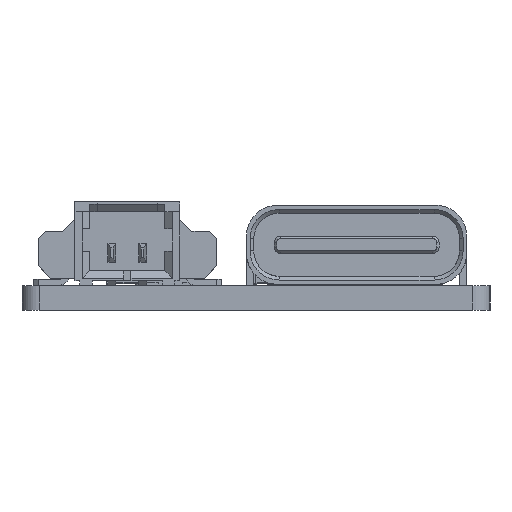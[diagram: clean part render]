
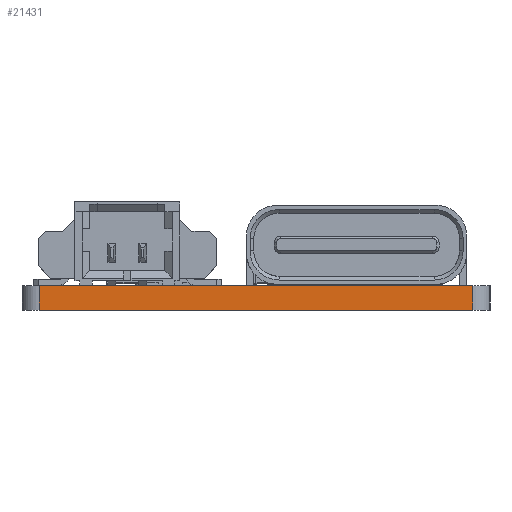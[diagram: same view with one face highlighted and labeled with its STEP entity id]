
A CAD part, left-side view. The second image highlights one B-rep face of the part: STEP entity #21431.
In plain terms, the highlighted planar face has unit normal (-1, 0, 0).
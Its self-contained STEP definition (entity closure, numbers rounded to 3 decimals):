
#20440 = VERTEX_POINT('',#20441);
#20441 = CARTESIAN_POINT('',(0.,18.3,0.));
#20448 = EDGE_CURVE('',#20449,#20440,#20451,.T.);
#20449 = VERTEX_POINT('',#20450);
#20450 = CARTESIAN_POINT('',(0.,0.7,0.));
#20451 = LINE('',#20452,#20453);
#20452 = CARTESIAN_POINT('',(0.,0.7,0.));
#20453 = VECTOR('',#20454,1.);
#20454 = DIRECTION('',(0.,1.,0.));
#20922 = VERTEX_POINT('',#20923);
#20923 = CARTESIAN_POINT('',(0.,18.3,1.));
#20930 = EDGE_CURVE('',#20931,#20922,#20933,.T.);
#20931 = VERTEX_POINT('',#20932);
#20932 = CARTESIAN_POINT('',(0.,0.7,1.));
#20933 = LINE('',#20934,#20935);
#20934 = CARTESIAN_POINT('',(0.,0.7,1.));
#20935 = VECTOR('',#20936,1.);
#20936 = DIRECTION('',(0.,1.,0.));
#21401 = EDGE_CURVE('',#20440,#20922,#21402,.T.);
#21402 = LINE('',#21403,#21404);
#21403 = CARTESIAN_POINT('',(0.,18.3,0.));
#21404 = VECTOR('',#21405,1.);
#21405 = DIRECTION('',(0.,0.,1.));
#21431 = ADVANCED_FACE('',(#21432),#21443,.T.);
#21432 = FACE_BOUND('',#21433,.T.);
#21433 = EDGE_LOOP('',(#21434,#21440,#21441,#21442));
#21434 = ORIENTED_EDGE('',*,*,#21435,.T.);
#21435 = EDGE_CURVE('',#20449,#20931,#21436,.T.);
#21436 = LINE('',#21437,#21438);
#21437 = CARTESIAN_POINT('',(0.,0.7,0.));
#21438 = VECTOR('',#21439,1.);
#21439 = DIRECTION('',(0.,0.,1.));
#21440 = ORIENTED_EDGE('',*,*,#20930,.T.);
#21441 = ORIENTED_EDGE('',*,*,#21401,.F.);
#21442 = ORIENTED_EDGE('',*,*,#20448,.F.);
#21443 = PLANE('',#21444);
#21444 = AXIS2_PLACEMENT_3D('',#21445,#21446,#21447);
#21445 = CARTESIAN_POINT('',(0.,0.7,0.));
#21446 = DIRECTION('',(-1.,0.,0.));
#21447 = DIRECTION('',(0.,1.,0.));
